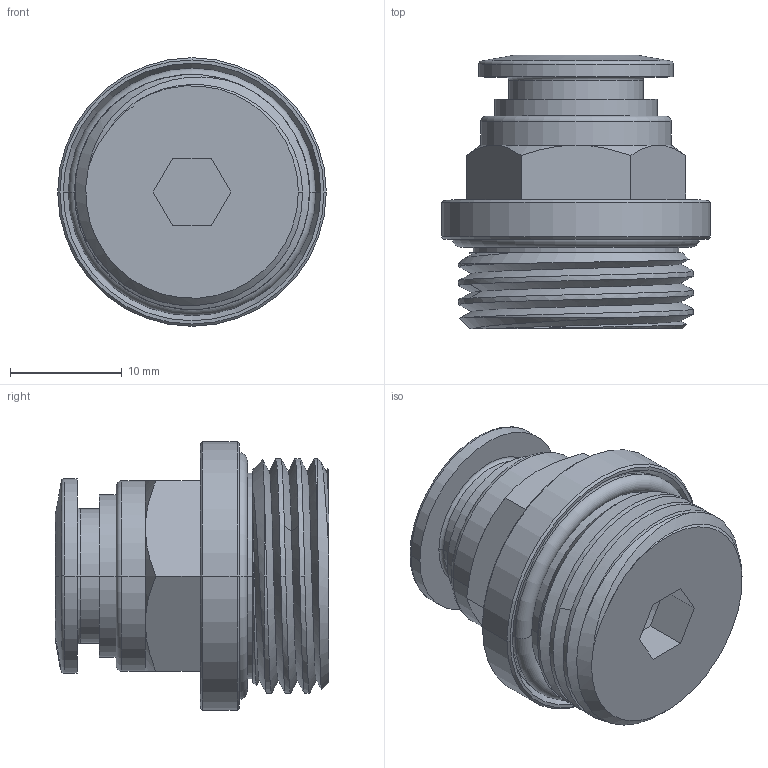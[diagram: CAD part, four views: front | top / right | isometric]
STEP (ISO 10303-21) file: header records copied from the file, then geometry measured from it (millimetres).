
FILE_DESCRIPTION((''),'2;1');
FILE_NAME('JC10-G04_ASM','2023-10-23T21:57:06',('wang'),(''),'CREO PARAMETRIC BY PTC INC, 2023073','CREO PARAMETRIC BY PTC INC, 2023073','');
FILE_SCHEMA(('CONFIG_CONTROL_DESIGN','SHAPE_APPEARANCE_LAYERS_GROUPS'));
Length unit declared in the file: millimetre
Products named in the file (5): JC10-G04; 2_3_; 3_2_; C100_ASM; JC10-G04_ASM
Assembly tree (4 placements, depth 3):
  JC10-G04_ASM
    JC10-G04
    C100_ASM
      2_3_
      3_2_
Bounding box: 24 x 24.47 x 24 mm (x, y, z)
Volume: 4586.8 mm3; surface area: 5768.8 mm2
Topology: 4 solids, 4 shells, 147 faces, 337 edges, 211 vertices
Faces by surface type: cylinder 40, plane 36, cone 31, extrusion 24, torus 12, bspline 4
Entity records: 5710 total; most frequent: CARTESIAN_POINT 2227, ORIENTED_EDGE 674, DIRECTION 645, EDGE_CURVE 337, AXIS2_PLACEMENT_3D 249, VERTEX_POINT 211, EDGE_LOOP 166, VECTOR 147
